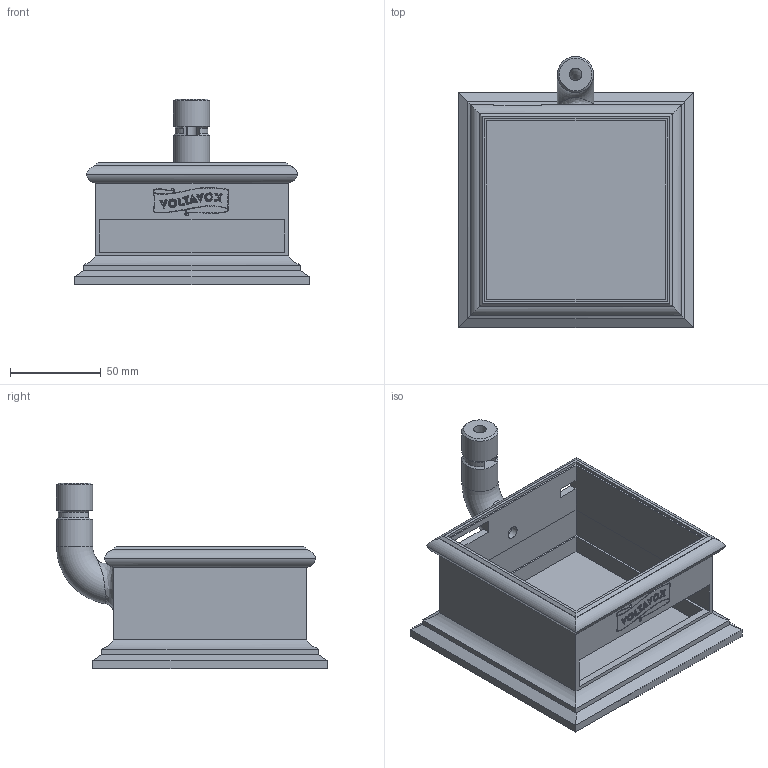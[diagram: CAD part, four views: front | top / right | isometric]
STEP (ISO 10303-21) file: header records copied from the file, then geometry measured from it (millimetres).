
FILE_DESCRIPTION(('FreeCAD Model'),'2;1');
FILE_NAME('Open CASCADE Shape Model','2022-11-03T00:27:28',('Author'),( ''),'Open CASCADE STEP processor 7.4','FreeCAD','Unknown');
FILE_SCHEMA(('AUTOMOTIVE_DESIGN { 1 0 10303 214 1 1 1 1 }'));
Length unit declared in the file: millimetre
Products named in the file (1): SOLID
Bounding box: 129.5 x 149.5 x 102.6 mm (x, y, z)
Volume: 258421.3 mm3; surface area: 90481.1 mm2
Topology: 1 solids, 1 shells, 925 faces, 2656 edges, 1761 vertices
Faces by surface type: cylinder 796, plane 122, cone 3, bspline 2, torus 2
Full cylindrical faces by diameter (mm): 7 x1, 20 x2
Entity records: 31624 total; most frequent: DIRECTION 6084, CARTESIAN_POINT 5787, ORIENTED_EDGE 5312, EDGE_CURVE 2656, AXIS2_PLACEMENT_3D 2518, VERTEX_POINT 1761, CIRCLE 1586, LINE 1048
